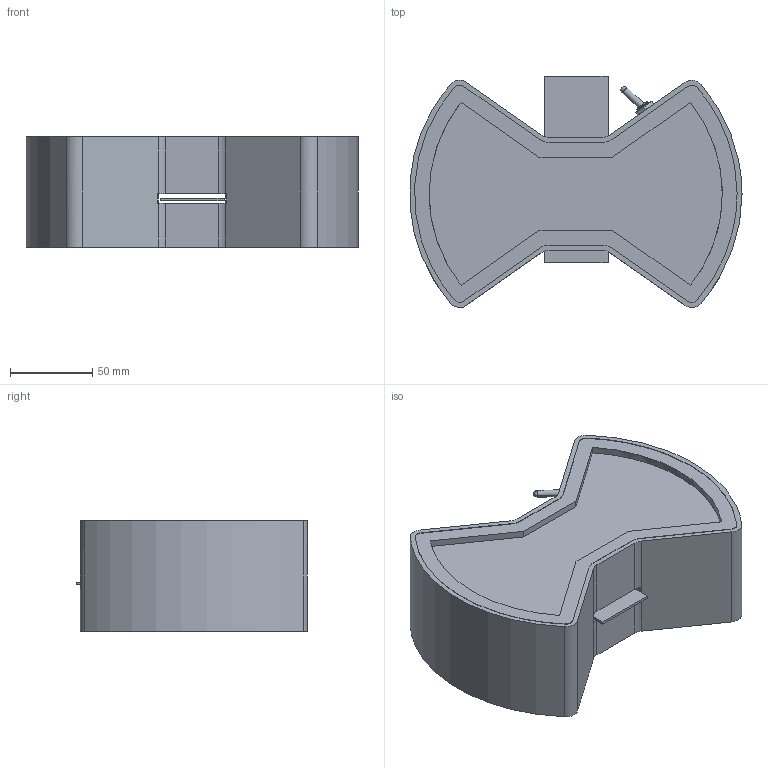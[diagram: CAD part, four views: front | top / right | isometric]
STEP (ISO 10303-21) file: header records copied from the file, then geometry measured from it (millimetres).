
FILE_DESCRIPTION(('FreeCAD Model'),'2;1');
FILE_NAME('Open CASCADE Shape Model','2025-04-29T15:44:46',('FreeCAD'),( 'FreeCAD'),'Open CASCADE STEP processor 7.6','FreeCAD','Unknown');
FILE_SCHEMA(('AUTOMOTIVE_DESIGN { 1 0 10303 214 1 1 1 1 }'));
Products named in the file (1): Open CASCADE STEP translator 7.6 1
Bounding box: 202.21 x 140.64 x 67.2 mm (x, y, z)
Volume: 503536.2 mm3; surface area: 214936.3 mm2
Topology: 8 solids, 16 shells, 697 faces, 1859 edges, 1226 vertices
Faces by surface type: bspline 697
Entity records: 74098 total; most frequent: CARTESIAN_POINT 63406, ORIENTED_EDGE 3708, EDGE_CURVE 1855, B_SPLINE_CURVE_WITH_KNOTS 1281, VERTEX_POINT 1226, FACE_BOUND 760, EDGE_LOOP 760, ADVANCED_FACE 697
